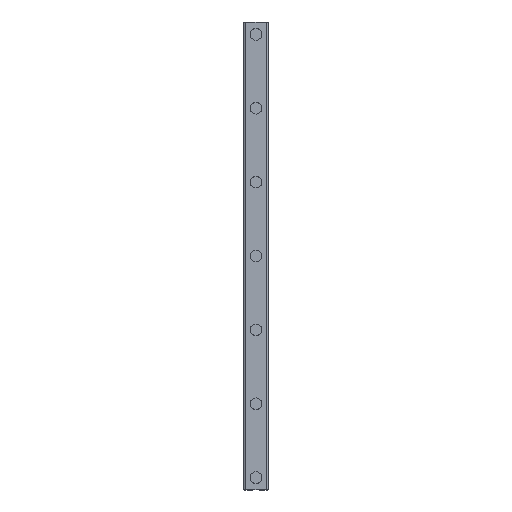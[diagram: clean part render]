
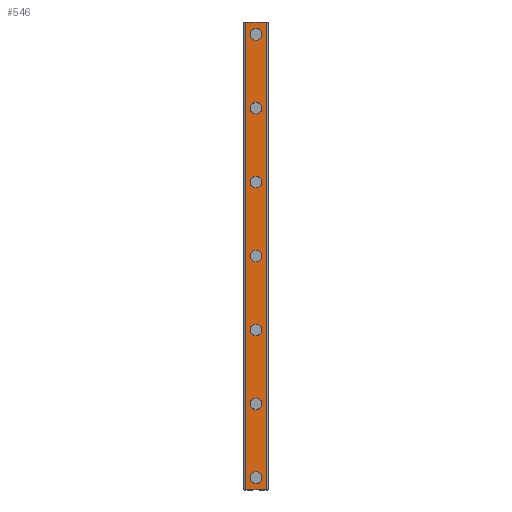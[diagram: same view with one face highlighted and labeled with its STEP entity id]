
A CAD part, top view. The second image highlights one B-rep face of the part: STEP entity #546.
In plain terms, the highlighted planar face has unit normal (0, 0, 1).
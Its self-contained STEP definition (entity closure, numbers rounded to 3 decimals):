
#546=ADVANCED_FACE('',(#1116,#1117,#1118,#1119,#1120,#1121,#1122,#1123),#1124,.T.);
#1116=FACE_BOUND('',#1703,.T.);
#1117=FACE_BOUND('',#1704,.T.);
#1118=FACE_BOUND('',#1705,.T.);
#1119=FACE_BOUND('',#1706,.T.);
#1120=FACE_BOUND('',#1707,.T.);
#1121=FACE_BOUND('',#1708,.T.);
#1122=FACE_BOUND('',#1709,.T.);
#1123=FACE_OUTER_BOUND('',#1710,.T.);
#1124=PLANE('',#1711);
#1703=EDGE_LOOP('',(#3285,#3286));
#1704=EDGE_LOOP('',(#3287,#3288));
#1705=EDGE_LOOP('',(#3289,#3290));
#1706=EDGE_LOOP('',(#3291,#3292));
#1707=EDGE_LOOP('',(#3293,#3294));
#1708=EDGE_LOOP('',(#3295,#3296));
#1709=EDGE_LOOP('',(#3297,#3298));
#1710=EDGE_LOOP('',(#3299,#3300,#3301,#3302));
#1711=AXIS2_PLACEMENT_3D('',#3303,#3304,#3305);
#3285=ORIENTED_EDGE('',*,*,#3547,.T.);
#3286=ORIENTED_EDGE('',*,*,#3946,.T.);
#3287=ORIENTED_EDGE('',*,*,#3535,.T.);
#3288=ORIENTED_EDGE('',*,*,#3964,.T.);
#3289=ORIENTED_EDGE('',*,*,#3523,.T.);
#3290=ORIENTED_EDGE('',*,*,#3979,.T.);
#3291=ORIENTED_EDGE('',*,*,#3511,.T.);
#3292=ORIENTED_EDGE('',*,*,#3994,.T.);
#3293=ORIENTED_EDGE('',*,*,#3499,.T.);
#3294=ORIENTED_EDGE('',*,*,#4009,.T.);
#3295=ORIENTED_EDGE('',*,*,#3487,.T.);
#3296=ORIENTED_EDGE('',*,*,#4024,.T.);
#3297=ORIENTED_EDGE('',*,*,#3475,.T.);
#3298=ORIENTED_EDGE('',*,*,#4039,.T.);
#3299=ORIENTED_EDGE('',*,*,#3928,.T.);
#3300=ORIENTED_EDGE('',*,*,#4088,.F.);
#3301=ORIENTED_EDGE('',*,*,#3800,.F.);
#3302=ORIENTED_EDGE('',*,*,#4086,.T.);
#3303=CARTESIAN_POINT('',(0.,380.0,15.5));
#3304=DIRECTION('',(0.0,0.0,1.0));
#3305=DIRECTION('',(-1.0,0.0,-0.0));
#3475=EDGE_CURVE('',#4144,#4141,#4145,.T.);
#3487=EDGE_CURVE('',#4166,#4163,#4167,.T.);
#3499=EDGE_CURVE('',#4188,#4185,#4189,.T.);
#3511=EDGE_CURVE('',#4210,#4207,#4211,.T.);
#3523=EDGE_CURVE('',#4232,#4229,#4233,.T.);
#3535=EDGE_CURVE('',#4254,#4251,#4255,.T.);
#3547=EDGE_CURVE('',#4276,#4273,#4277,.T.);
#3800=EDGE_CURVE('',#4652,#4654,#4655,.T.);
#3928=EDGE_CURVE('',#4865,#4863,#4866,.T.);
#3946=EDGE_CURVE('',#4273,#4276,#4899,.T.);
#3964=EDGE_CURVE('',#4251,#4254,#4919,.T.);
#3979=EDGE_CURVE('',#4229,#4232,#4936,.T.);
#3994=EDGE_CURVE('',#4207,#4210,#4953,.T.);
#4009=EDGE_CURVE('',#4185,#4188,#4970,.T.);
#4024=EDGE_CURVE('',#4163,#4166,#4987,.T.);
#4039=EDGE_CURVE('',#4141,#4144,#5004,.T.);
#4086=EDGE_CURVE('',#4652,#4865,#5053,.T.);
#4088=EDGE_CURVE('',#4654,#4863,#5055,.T.);
#4141=VERTEX_POINT('',#5110);
#4144=VERTEX_POINT('',#5114);
#4145=CIRCLE('',#5115,4.75);
#4163=VERTEX_POINT('',#5136);
#4166=VERTEX_POINT('',#5140);
#4167=CIRCLE('',#5141,4.75);
#4185=VERTEX_POINT('',#5162);
#4188=VERTEX_POINT('',#5166);
#4189=CIRCLE('',#5167,4.75);
#4207=VERTEX_POINT('',#5188);
#4210=VERTEX_POINT('',#5192);
#4211=CIRCLE('',#5193,4.75);
#4229=VERTEX_POINT('',#5214);
#4232=VERTEX_POINT('',#5218);
#4233=CIRCLE('',#5219,4.75);
#4251=VERTEX_POINT('',#5240);
#4254=VERTEX_POINT('',#5244);
#4255=CIRCLE('',#5245,4.75);
#4273=VERTEX_POINT('',#5266);
#4276=VERTEX_POINT('',#5270);
#4277=CIRCLE('',#5271,4.75);
#4652=VERTEX_POINT('',#5783);
#4654=VERTEX_POINT('',#5786);
#4655=LINE('',#5787,#5788);
#4863=VERTEX_POINT('',#6080);
#4865=VERTEX_POINT('',#6083);
#4866=LINE('',#6084,#6085);
#4899=CIRCLE('',#6125,4.75);
#4919=CIRCLE('',#6151,4.75);
#4936=CIRCLE('',#6172,4.75);
#4953=CIRCLE('',#6193,4.75);
#4970=CIRCLE('',#6214,4.75);
#4987=CIRCLE('',#6235,4.75);
#5004=CIRCLE('',#6256,4.75);
#5053=LINE('',#6325,#6326);
#5055=LINE('',#6328,#6329);
#5110=CARTESIAN_POINT('',(4.75,10.0,15.5));
#5114=CARTESIAN_POINT('',(-4.75,10.0,15.5));
#5115=AXIS2_PLACEMENT_3D('',#6401,#6402,#6403);
#5136=CARTESIAN_POINT('',(4.75,70.0,15.5));
#5140=CARTESIAN_POINT('',(-4.75,70.0,15.5));
#5141=AXIS2_PLACEMENT_3D('',#6423,#6424,#6425);
#5162=CARTESIAN_POINT('',(4.75,130.0,15.5));
#5166=CARTESIAN_POINT('',(-4.75,130.0,15.5));
#5167=AXIS2_PLACEMENT_3D('',#6445,#6446,#6447);
#5188=CARTESIAN_POINT('',(4.75,190.0,15.5));
#5192=CARTESIAN_POINT('',(-4.75,190.0,15.5));
#5193=AXIS2_PLACEMENT_3D('',#6467,#6468,#6469);
#5214=CARTESIAN_POINT('',(4.75,250.0,15.5));
#5218=CARTESIAN_POINT('',(-4.75,250.0,15.5));
#5219=AXIS2_PLACEMENT_3D('',#6489,#6490,#6491);
#5240=CARTESIAN_POINT('',(4.75,310.0,15.5));
#5244=CARTESIAN_POINT('',(-4.75,310.0,15.5));
#5245=AXIS2_PLACEMENT_3D('',#6511,#6512,#6513);
#5266=CARTESIAN_POINT('',(4.75,370.0,15.5));
#5270=CARTESIAN_POINT('',(-4.75,370.0,15.5));
#5271=AXIS2_PLACEMENT_3D('',#6533,#6534,#6535);
#5783=CARTESIAN_POINT('',(-8.378,380.0,15.5));
#5786=CARTESIAN_POINT('',(8.378,380.0,15.5));
#5787=CARTESIAN_POINT('',(-8.378,380.0,15.5));
#5788=VECTOR('',#6809,1.0);
#6080=CARTESIAN_POINT('',(8.378,0.0,15.5));
#6083=CARTESIAN_POINT('',(-8.378,0.0,15.5));
#6084=CARTESIAN_POINT('',(-8.378,0.0,15.5));
#6085=VECTOR('',#6949,1.0);
#6125=AXIS2_PLACEMENT_3D('',#6984,#6985,#6986);
#6151=AXIS2_PLACEMENT_3D('',#7005,#7006,#7007);
#6172=AXIS2_PLACEMENT_3D('',#7024,#7025,#7026);
#6193=AXIS2_PLACEMENT_3D('',#7043,#7044,#7045);
#6214=AXIS2_PLACEMENT_3D('',#7062,#7063,#7064);
#6235=AXIS2_PLACEMENT_3D('',#7081,#7082,#7083);
#6256=AXIS2_PLACEMENT_3D('',#7100,#7101,#7102);
#6325=CARTESIAN_POINT('',(-8.378,380.0,15.5));
#6326=VECTOR('',#7135,1.0);
#6328=CARTESIAN_POINT('',(8.378,380.0,15.5));
#6329=VECTOR('',#7136,1.0);
#6401=CARTESIAN_POINT('',(0.0,10.0,15.5));
#6402=DIRECTION('',(0.0,0.0,-1.0));
#6403=DIRECTION('',(1.0,0.0,0.0));
#6423=CARTESIAN_POINT('',(0.0,70.0,15.5));
#6424=DIRECTION('',(0.0,0.0,-1.0));
#6425=DIRECTION('',(1.0,0.0,0.0));
#6445=CARTESIAN_POINT('',(0.0,130.0,15.5));
#6446=DIRECTION('',(0.0,0.0,-1.0));
#6447=DIRECTION('',(1.0,0.0,0.0));
#6467=CARTESIAN_POINT('',(0.0,190.0,15.5));
#6468=DIRECTION('',(0.0,0.0,-1.0));
#6469=DIRECTION('',(1.0,0.0,0.0));
#6489=CARTESIAN_POINT('',(0.0,250.0,15.5));
#6490=DIRECTION('',(0.0,0.0,-1.0));
#6491=DIRECTION('',(1.0,0.0,0.0));
#6511=CARTESIAN_POINT('',(0.0,310.0,15.5));
#6512=DIRECTION('',(0.0,0.0,-1.0));
#6513=DIRECTION('',(1.0,0.0,0.0));
#6533=CARTESIAN_POINT('',(0.0,370.0,15.5));
#6534=DIRECTION('',(0.0,0.0,-1.0));
#6535=DIRECTION('',(1.0,0.0,0.0));
#6809=DIRECTION('',(1.0,0.0,0.0));
#6949=DIRECTION('',(1.0,0.0,0.0));
#6984=CARTESIAN_POINT('',(0.0,370.0,15.5));
#6985=DIRECTION('',(0.0,0.0,-1.0));
#6986=DIRECTION('',(1.0,0.0,0.0));
#7005=CARTESIAN_POINT('',(0.0,310.0,15.5));
#7006=DIRECTION('',(0.0,0.0,-1.0));
#7007=DIRECTION('',(1.0,0.0,0.0));
#7024=CARTESIAN_POINT('',(0.0,250.0,15.5));
#7025=DIRECTION('',(0.0,0.0,-1.0));
#7026=DIRECTION('',(1.0,0.0,0.0));
#7043=CARTESIAN_POINT('',(0.0,190.0,15.5));
#7044=DIRECTION('',(0.0,0.0,-1.0));
#7045=DIRECTION('',(1.0,0.0,0.0));
#7062=CARTESIAN_POINT('',(0.0,130.0,15.5));
#7063=DIRECTION('',(0.0,0.0,-1.0));
#7064=DIRECTION('',(1.0,0.0,0.0));
#7081=CARTESIAN_POINT('',(0.0,70.0,15.5));
#7082=DIRECTION('',(0.0,0.0,-1.0));
#7083=DIRECTION('',(1.0,0.0,0.0));
#7100=CARTESIAN_POINT('',(0.0,10.0,15.5));
#7101=DIRECTION('',(0.0,0.0,-1.0));
#7102=DIRECTION('',(1.0,0.0,0.0));
#7135=DIRECTION('',(0.0,-1.0,0.0));
#7136=DIRECTION('',(0.0,-1.0,0.0));
